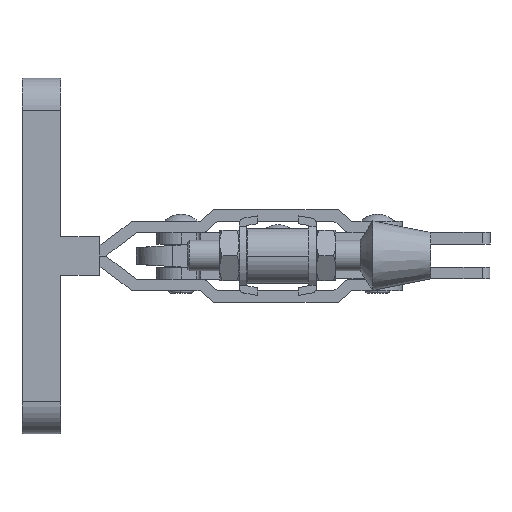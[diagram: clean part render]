
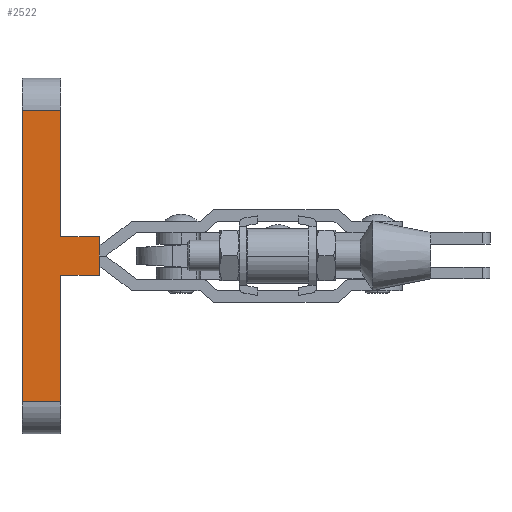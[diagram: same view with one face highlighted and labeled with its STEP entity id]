
A CAD part, left-side view. The second image highlights one B-rep face of the part: STEP entity #2522.
In plain terms, the highlighted planar face has unit normal (-1, 0, 0).
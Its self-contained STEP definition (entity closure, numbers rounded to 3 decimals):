
#288 = VERTEX_POINT ( 'NONE', #7271 ) ;
#334 = CARTESIAN_POINT ( 'NONE',  ( -45.15, 85.99, 5. ) ) ;
#518 = LINE ( 'NONE', #5940, #2617 ) ;
#699 = VECTOR ( 'NONE', #8416, 1000. ) ;
#914 = LINE ( 'NONE', #10156, #5409 ) ;
#996 = LINE ( 'NONE', #5181, #10054 ) ;
#1553 = FACE_OUTER_BOUND ( 'NONE', #8131, .T. ) ;
#1744 = EDGE_CURVE ( 'NONE', #10644, #6433, #914, .T. ) ;
#1946 = CARTESIAN_POINT ( 'NONE',  ( -45.15, 85.99, -37.65 ) ) ;
#1966 = ORIENTED_EDGE ( 'NONE', *, *, #4281, .F. ) ;
#2522 = ADVANCED_FACE ( 'NONE', ( #1553 ), #3537, .T. ) ;
#2617 = VECTOR ( 'NONE', #6860, 1000. ) ;
#2650 = DIRECTION ( 'NONE',  ( -1., 0., 0. ) ) ;
#2679 = ORIENTED_EDGE ( 'NONE', *, *, #3616, .F. ) ;
#2735 = AXIS2_PLACEMENT_3D ( 'NONE', #8093, #2650, #9013 ) ;
#3219 = CARTESIAN_POINT ( 'NONE',  ( -45.15, 106., -37.65 ) ) ;
#3245 = VERTEX_POINT ( 'NONE', #7079 ) ;
#3537 = PLANE ( 'NONE',  #2735 ) ;
#3616 = EDGE_CURVE ( 'NONE', #288, #3245, #9586, .T. ) ;
#3687 = VECTOR ( 'NONE', #11673, 1000. ) ;
#4193 = ORIENTED_EDGE ( 'NONE', *, *, #7924, .F. ) ;
#4281 = EDGE_CURVE ( 'NONE', #3245, #11426, #518, .T. ) ;
#4339 = CARTESIAN_POINT ( 'NONE',  ( -45.15, 96., -5. ) ) ;
#4757 = CARTESIAN_POINT ( 'NONE',  ( -45.15, 106., 37.65 ) ) ;
#4911 = CARTESIAN_POINT ( 'NONE',  ( -45.15, 96., 5. ) ) ;
#5181 = CARTESIAN_POINT ( 'NONE',  ( -45.15, 85.99, 37.65 ) ) ;
#5409 = VECTOR ( 'NONE', #7436, 1000. ) ;
#5940 = CARTESIAN_POINT ( 'NONE',  ( -45.15, 84.058, 5. ) ) ;
#6137 = DIRECTION ( 'NONE',  ( 0., 1., 0. ) ) ;
#6337 = CARTESIAN_POINT ( 'NONE',  ( -45.15, 96., -49.893 ) ) ;
#6433 = VERTEX_POINT ( 'NONE', #4757 ) ;
#6547 = CARTESIAN_POINT ( 'NONE',  ( -45.15, 85.99, -5. ) ) ;
#6604 = VERTEX_POINT ( 'NONE', #4339 ) ;
#6860 = DIRECTION ( 'NONE',  ( 0., -1., 0. ) ) ;
#7079 = CARTESIAN_POINT ( 'NONE',  ( -45.15, 96., 5. ) ) ;
#7160 = VECTOR ( 'NONE', #10357, 1000. ) ;
#7203 = VECTOR ( 'NONE', #9103, 1000. ) ;
#7271 = CARTESIAN_POINT ( 'NONE',  ( -45.15, 96., 37.65 ) ) ;
#7436 = DIRECTION ( 'NONE',  ( 0., 0., 1. ) ) ;
#7705 = EDGE_CURVE ( 'NONE', #9094, #10644, #8623, .T. ) ;
#7883 = ORIENTED_EDGE ( 'NONE', *, *, #7705, .F. ) ;
#7924 = EDGE_CURVE ( 'NONE', #6604, #9094, #9623, .T. ) ;
#8081 = EDGE_CURVE ( 'NONE', #10451, #6604, #10047, .T. ) ;
#8093 = CARTESIAN_POINT ( 'NONE',  ( -45.15, 85.99, -37.65 ) ) ;
#8131 = EDGE_LOOP ( 'NONE', ( #1966, #2679, #8491, #8565, #7883, #4193, #8312, #10289 ) ) ;
#8279 = DIRECTION ( 'NONE',  ( 0., 1., 0. ) ) ;
#8312 = ORIENTED_EDGE ( 'NONE', *, *, #8081, .F. ) ;
#8416 = DIRECTION ( 'NONE',  ( 0., 1., 0. ) ) ;
#8491 = ORIENTED_EDGE ( 'NONE', *, *, #9699, .T. ) ;
#8565 = ORIENTED_EDGE ( 'NONE', *, *, #1744, .F. ) ;
#8623 = LINE ( 'NONE', #1946, #8919 ) ;
#8919 = VECTOR ( 'NONE', #8279, 1000. ) ;
#9013 = DIRECTION ( 'NONE',  ( 0., 0., 1. ) ) ;
#9094 = VERTEX_POINT ( 'NONE', #10563 ) ;
#9103 = DIRECTION ( 'NONE',  ( 0., 0., -1. ) ) ;
#9586 = LINE ( 'NONE', #4911, #7160 ) ;
#9623 = LINE ( 'NONE', #6337, #7203 ) ;
#9699 = EDGE_CURVE ( 'NONE', #288, #6433, #996, .T. ) ;
#10047 = LINE ( 'NONE', #11124, #699 ) ;
#10054 = VECTOR ( 'NONE', #6137, 1000. ) ;
#10156 = CARTESIAN_POINT ( 'NONE',  ( -45.15, 106., -37.65 ) ) ;
#10289 = ORIENTED_EDGE ( 'NONE', *, *, #11178, .T. ) ;
#10357 = DIRECTION ( 'NONE',  ( 0., 0., -1. ) ) ;
#10451 = VERTEX_POINT ( 'NONE', #6547 ) ;
#10563 = CARTESIAN_POINT ( 'NONE',  ( -45.15, 96., -37.65 ) ) ;
#10644 = VERTEX_POINT ( 'NONE', #3219 ) ;
#10748 = CARTESIAN_POINT ( 'NONE',  ( -45.15, 85.99, -37.65 ) ) ;
#10930 = LINE ( 'NONE', #10748, #3687 ) ;
#11124 = CARTESIAN_POINT ( 'NONE',  ( -45.15, 96., -5. ) ) ;
#11178 = EDGE_CURVE ( 'NONE', #10451, #11426, #10930, .T. ) ;
#11426 = VERTEX_POINT ( 'NONE', #334 ) ;
#11673 = DIRECTION ( 'NONE',  ( 0., 0., 1. ) ) ;
